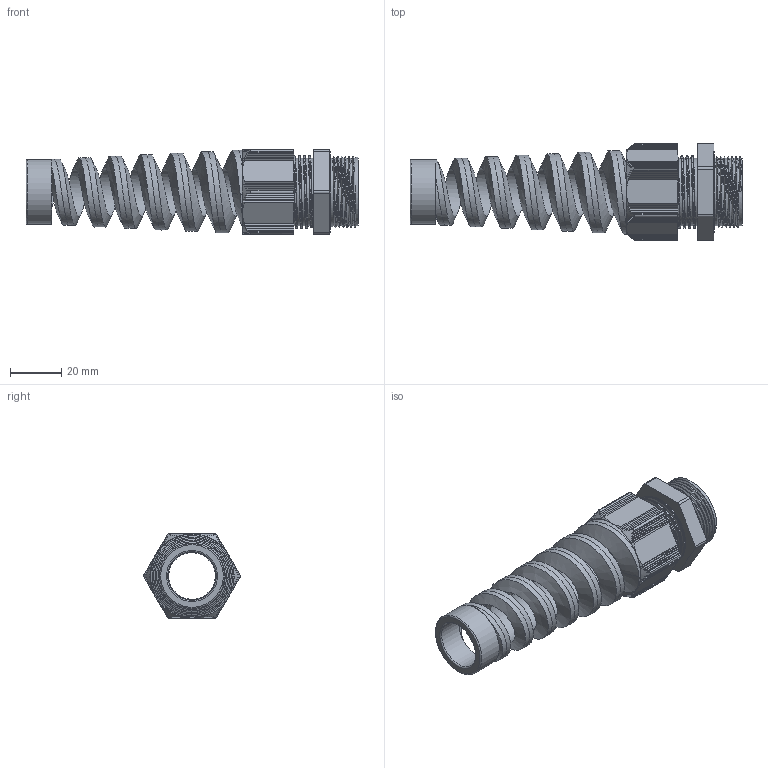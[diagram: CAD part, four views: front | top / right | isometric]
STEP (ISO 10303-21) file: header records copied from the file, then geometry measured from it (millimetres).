
FILE_DESCRIPTION(/* description */ ('Euro-Top mit BS PG21'),/* implementation_level */ '2;1');
FILE_NAME(/* name */ '11380421-RST.stp',/* time_stamp */ '2016-06-22T13:23:09+02:00',/* author */ ('SL'),/* organization */ (''),/* preprocessor_version */ 'ST-DEVELOPER v15.2',/* originating_system */ 'Autodesk Inventor 2014',/* authorisation */ '');
FILE_SCHEMA (('AUTOMOTIVE_DESIGN { 1 0 10303 214 3 1 1 }'));
Products named in the file (7): Euro-Top-BS-06-BT-0002-11380421; Euro-Top-BS-06-BT-0003-11380421; Euro-Top-BS-06-BT-0001-11380421; Euro-Top-BS-06-BT-0004-11380421; Euro-Top-BS-06-BT-0005-11380421; Euro-Top-BS-06-BG-0001-11380421-BS; Euro-Top-BS-06-BG-0002-11380421
Assembly tree (6 placements, depth 3):
  Euro-Top-BS-06-BG-0002-11380421
    Euro-Top-BS-06-BT-0002-11380421
    Euro-Top-BS-06-BT-0003-11380421
    Euro-Top-BS-06-BG-0001-11380421-BS
      Euro-Top-BS-06-BT-0001-11380421
      Euro-Top-BS-06-BT-0004-11380421
      Euro-Top-BS-06-BT-0005-11380421
Bounding box: 130 x 37.8 x 33 mm (x, y, z)
Volume: 35620.4 mm3; surface area: 31547.6 mm2
Topology: 5 solids, 5 shells, 423 faces, 1173 edges, 766 vertices
Faces by surface type: plane 226, cylinder 119, bspline 47, torus 23, cone 8
Full cylindrical faces by diameter (mm): 18.3 x1, 19 x1, 19.18 x1, 22.3 x1, 22.65 x2, 25.13 x1, 25.5 x1, 26.48 x6, 26.55 x7, 29.08 x7
Entity records: 36342 total; most frequent: CARTESIAN_POINT 26583, ORIENTED_EDGE 2184, DIRECTION 1820, EDGE_CURVE 1092, VERTEX_POINT 723, AXIS2_PLACEMENT_3D 655, LINE 510, VECTOR 510
